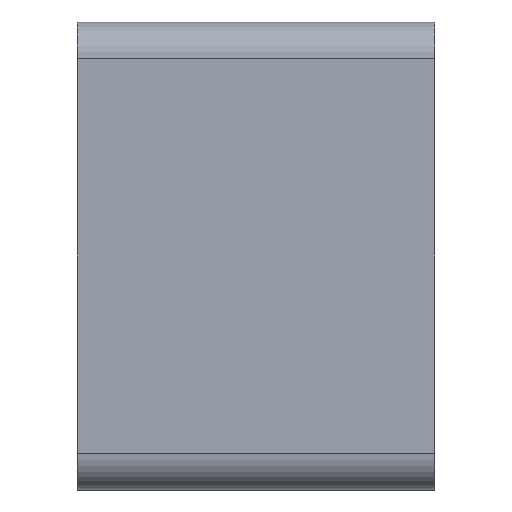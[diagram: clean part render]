
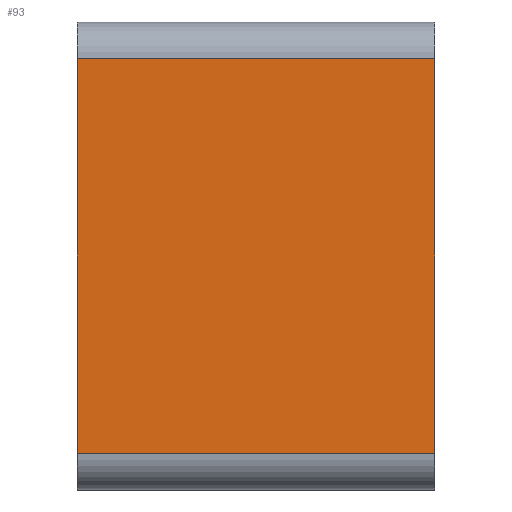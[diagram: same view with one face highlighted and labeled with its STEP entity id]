
A CAD part, left-side view. The second image highlights one B-rep face of the part: STEP entity #93.
In plain terms, the highlighted planar face has unit normal (-1, 0, 0).
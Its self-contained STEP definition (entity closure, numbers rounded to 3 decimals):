
#78 = CARTESIAN_POINT ( 'NONE',  ( -16.25, 0., -10.75 ) ) ;
#93 = ADVANCED_FACE ( 'NONE', ( #1190 ), #1562, .F. ) ;
#133 = LINE ( 'NONE', #1787, #454 ) ;
#170 = ORIENTED_EDGE ( 'NONE', *, *, #2265, .T. ) ;
#192 = EDGE_CURVE ( 'NONE', #380, #1904, #133, .T. ) ;
#380 = VERTEX_POINT ( 'NONE', #1874 ) ;
#419 = CARTESIAN_POINT ( 'NONE',  ( -16.25, 0., -12.75 ) ) ;
#454 = VECTOR ( 'NONE', #1422, 1000. ) ;
#501 = ORIENTED_EDGE ( 'NONE', *, *, #192, .F. ) ;
#503 = DIRECTION ( 'NONE',  ( 0., -1., 0. ) ) ;
#524 = VECTOR ( 'NONE', #503, 1000. ) ;
#540 = LINE ( 'NONE', #1662, #944 ) ;
#712 = EDGE_CURVE ( 'NONE', #1848, #2343, #2267, .T. ) ;
#731 = VECTOR ( 'NONE', #1373, 1000. ) ;
#732 = ORIENTED_EDGE ( 'NONE', *, *, #712, .T. ) ;
#944 = VECTOR ( 'NONE', #2411, 1000. ) ;
#1061 = CARTESIAN_POINT ( 'NONE',  ( -16.25, 13.2, -10.75 ) ) ;
#1150 = CARTESIAN_POINT ( 'NONE',  ( -16.25, 0., 10.75 ) ) ;
#1190 = FACE_OUTER_BOUND ( 'NONE', #2340, .T. ) ;
#1263 = EDGE_CURVE ( 'NONE', #380, #1848, #2180, .T. ) ;
#1373 = DIRECTION ( 'NONE',  ( 0., 0., 1. ) ) ;
#1422 = DIRECTION ( 'NONE',  ( 0., 0., 1. ) ) ;
#1424 = CARTESIAN_POINT ( 'NONE',  ( -16.25, 19.5, 10.75 ) ) ;
#1430 = AXIS2_PLACEMENT_3D ( 'NONE', #1578, #2055, #1488 ) ;
#1488 = DIRECTION ( 'NONE',  ( 0., 0., -1. ) ) ;
#1520 = ORIENTED_EDGE ( 'NONE', *, *, #1263, .T. ) ;
#1562 = PLANE ( 'NONE',  #1430 ) ;
#1578 = CARTESIAN_POINT ( 'NONE',  ( -16.25, 13.2, -12.75 ) ) ;
#1662 = CARTESIAN_POINT ( 'NONE',  ( -16.25, 13.2, 10.75 ) ) ;
#1787 = CARTESIAN_POINT ( 'NONE',  ( -16.25, 19.5, 12.75 ) ) ;
#1848 = VERTEX_POINT ( 'NONE', #78 ) ;
#1874 = CARTESIAN_POINT ( 'NONE',  ( -16.25, 19.5, -10.75 ) ) ;
#1904 = VERTEX_POINT ( 'NONE', #1424 ) ;
#2055 = DIRECTION ( 'NONE',  ( 1., 0., 0. ) ) ;
#2180 = LINE ( 'NONE', #1061, #524 ) ;
#2265 = EDGE_CURVE ( 'NONE', #2343, #1904, #540, .T. ) ;
#2267 = LINE ( 'NONE', #419, #731 ) ;
#2340 = EDGE_LOOP ( 'NONE', ( #732, #170, #501, #1520 ) ) ;
#2343 = VERTEX_POINT ( 'NONE', #1150 ) ;
#2411 = DIRECTION ( 'NONE',  ( 0., 1., 0. ) ) ;
